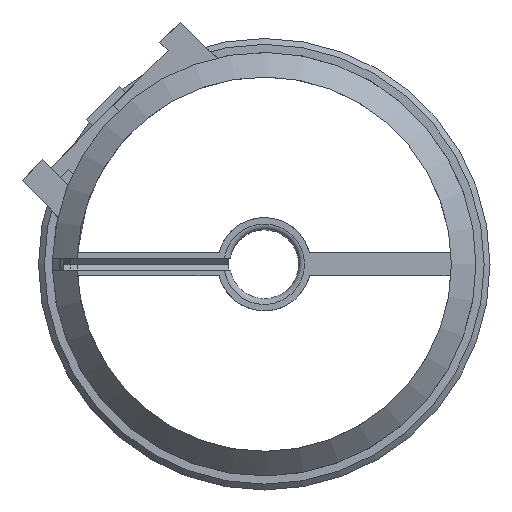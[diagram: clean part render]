
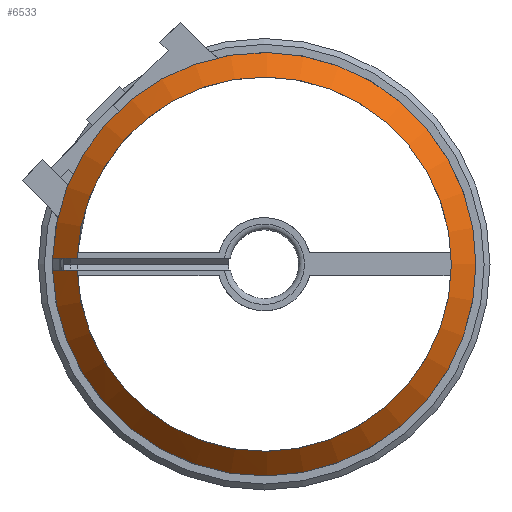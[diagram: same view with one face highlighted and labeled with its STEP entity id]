
A CAD part, front view. The second image highlights one B-rep face of the part: STEP entity #6533.
In plain terms, the highlighted conical face has half-angle 45 degrees and reference radius 17.35 mm.
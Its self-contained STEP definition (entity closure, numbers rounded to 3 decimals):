
#15=(
BOUNDED_CURVE()
B_SPLINE_CURVE(2,(#14237,#14238,#14239),.UNSPECIFIED.,.F.,.F.)
B_SPLINE_CURVE_WITH_KNOTS((3,3),(0.751,0.849),
 .UNSPECIFIED.)
CURVE()
GEOMETRIC_REPRESENTATION_ITEM()
RATIONAL_B_SPLINE_CURVE((1.003,1.001,1.))
REPRESENTATION_ITEM('')
);
#16=(
BOUNDED_CURVE()
B_SPLINE_CURVE(2,(#14241,#14242,#14243),.UNSPECIFIED.,.F.,.F.)
B_SPLINE_CURVE_WITH_KNOTS((3,3),(0.,0.212),.UNSPECIFIED.)
CURVE()
GEOMETRIC_REPRESENTATION_ITEM()
RATIONAL_B_SPLINE_CURVE((1.,1.001,1.))
REPRESENTATION_ITEM('')
);
#18=(
BOUNDED_CURVE()
B_SPLINE_CURVE(2,(#14286,#14287,#14288),.UNSPECIFIED.,.F.,.F.)
B_SPLINE_CURVE_WITH_KNOTS((3,3),(0.,0.212),.UNSPECIFIED.)
CURVE()
GEOMETRIC_REPRESENTATION_ITEM()
RATIONAL_B_SPLINE_CURVE((1.,1.001,1.))
REPRESENTATION_ITEM('')
);
#19=(
BOUNDED_CURVE()
B_SPLINE_CURVE(2,(#14290,#14291,#14292),.UNSPECIFIED.,.F.,.F.)
B_SPLINE_CURVE_WITH_KNOTS((3,3),(0.,0.097),.UNSPECIFIED.)
CURVE()
GEOMETRIC_REPRESENTATION_ITEM()
RATIONAL_B_SPLINE_CURVE((1.,1.001,1.002))
REPRESENTATION_ITEM('')
);
#60=CONICAL_SURFACE('',#6915,17.35,0.785);
#1286=FACE_OUTER_BOUND('',#1668,.T.);
#1668=EDGE_LOOP('',(#5841,#5842,#5843,#5844,#5845,#5846));
#1837=CIRCLE('',#6884,16.);
#1843=CIRCLE('',#6916,18.1);
#2933=VERTEX_POINT('',#14121);
#2934=VERTEX_POINT('',#14123);
#2954=VERTEX_POINT('',#14236);
#2955=VERTEX_POINT('',#14240);
#2966=VERTEX_POINT('',#14284);
#2967=VERTEX_POINT('',#14285);
#3896=EDGE_CURVE('',#2933,#2934,#1837,.T.);
#3933=EDGE_CURVE('',#2954,#2934,#15,.T.);
#3934=EDGE_CURVE('',#2955,#2954,#16,.T.);
#3950=EDGE_CURVE('',#2966,#2967,#18,.T.);
#3951=EDGE_CURVE('',#2967,#2955,#1843,.T.);
#3952=EDGE_CURVE('',#2933,#2966,#19,.T.);
#5841=ORIENTED_EDGE('',*,*,#3950,.T.);
#5842=ORIENTED_EDGE('',*,*,#3951,.T.);
#5843=ORIENTED_EDGE('',*,*,#3934,.T.);
#5844=ORIENTED_EDGE('',*,*,#3933,.T.);
#5845=ORIENTED_EDGE('',*,*,#3896,.F.);
#5846=ORIENTED_EDGE('',*,*,#3952,.T.);
#6533=ADVANCED_FACE('',(#1286),#60,.T.);
#6884=AXIS2_PLACEMENT_3D('',#14124,#7869,#7870);
#6915=AXIS2_PLACEMENT_3D('',#14283,#7969,#7970);
#6916=AXIS2_PLACEMENT_3D('',#14289,#7971,#7972);
#7869=DIRECTION('center_axis',(0.,-1.,0.));
#7870=DIRECTION('ref_axis',(1.,0.,0.));
#7969=DIRECTION('center_axis',(0.,1.,0.));
#7970=DIRECTION('ref_axis',(1.,0.,0.));
#7971=DIRECTION('center_axis',(0.,-1.,0.));
#7972=DIRECTION('ref_axis',(1.,0.,0.));
#14121=CARTESIAN_POINT('',(-15.992,-23.,-0.5));
#14123=CARTESIAN_POINT('',(-15.992,-23.,0.5));
#14124=CARTESIAN_POINT('Origin',(0.,-23.,0.));
#14236=CARTESIAN_POINT('',(-16.592,-22.4,0.5));
#14237=CARTESIAN_POINT('Ctrl Pts',(-16.592,-22.4,
0.5));
#14238=CARTESIAN_POINT('Ctrl Pts',(-16.287,-22.706,
0.5));
#14239=CARTESIAN_POINT('Ctrl Pts',(-15.992,-23.,0.5));
#14240=CARTESIAN_POINT('',(-18.093,-20.9,0.5));
#14241=CARTESIAN_POINT('Ctrl Pts',(-18.093,-20.9,0.5));
#14242=CARTESIAN_POINT('Ctrl Pts',(-17.31,-21.682,
0.5));
#14243=CARTESIAN_POINT('Ctrl Pts',(-16.592,-22.4,
0.5));
#14283=CARTESIAN_POINT('Origin',(0.,-21.65,
0.));
#14284=CARTESIAN_POINT('',(-16.592,-22.4,-0.5));
#14285=CARTESIAN_POINT('',(-18.093,-20.9,-0.5));
#14286=CARTESIAN_POINT('Ctrl Pts',(-16.592,-22.4,
-0.5));
#14287=CARTESIAN_POINT('Ctrl Pts',(-17.31,-21.682,
-0.5));
#14288=CARTESIAN_POINT('Ctrl Pts',(-18.093,-20.9,-0.5));
#14289=CARTESIAN_POINT('Origin',(0.,-20.9,
0.));
#14290=CARTESIAN_POINT('Ctrl Pts',(-15.992,-23.,-0.5));
#14291=CARTESIAN_POINT('Ctrl Pts',(-16.287,-22.706,
-0.5));
#14292=CARTESIAN_POINT('Ctrl Pts',(-16.592,-22.4,
-0.5));
